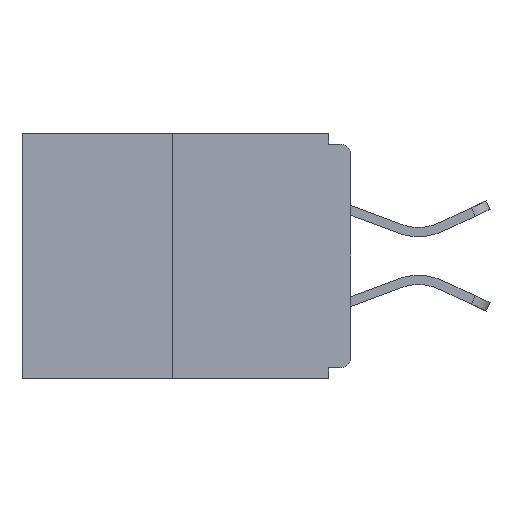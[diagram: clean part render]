
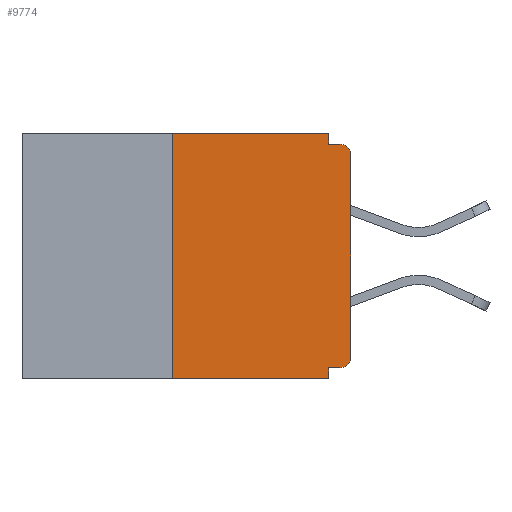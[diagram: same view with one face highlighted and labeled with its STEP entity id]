
A CAD part, left-side view. The second image highlights one B-rep face of the part: STEP entity #9774.
In plain terms, the highlighted planar face has unit normal (-1, 0, 0).
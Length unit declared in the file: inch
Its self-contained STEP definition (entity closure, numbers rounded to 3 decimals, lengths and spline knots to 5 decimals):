
#95 = ORIENTED_EDGE ( 'NONE', *, *, #12233, .T. ) ;
#163 = EDGE_CURVE ( 'NONE', #4446, #1472, #4566, .T. ) ;
#371 = DIRECTION ( 'NONE',  ( -1., 0., 0. ) ) ;
#550 = DIRECTION ( 'NONE',  ( 0., -1., 0. ) ) ;
#605 = VECTOR ( 'NONE', #550, 39.37008 ) ;
#711 = EDGE_CURVE ( 'NONE', #13060, #4446, #1347, .T. ) ;
#773 = CARTESIAN_POINT ( 'NONE',  ( 0., 0.46, 0. ) ) ;
#874 = VECTOR ( 'NONE', #7891, 39.37008 ) ;
#1199 = VERTEX_POINT ( 'NONE', #3806 ) ;
#1347 = LINE ( 'NONE', #12106, #12716 ) ;
#1417 = ORIENTED_EDGE ( 'NONE', *, *, #163, .F. ) ;
#1472 = VERTEX_POINT ( 'NONE', #10942 ) ;
#1573 = CARTESIAN_POINT ( 'NONE',  ( 0., 0.46, -0.343 ) ) ;
#1742 = DIRECTION ( 'NONE',  ( 0., -1., 0. ) ) ;
#1794 = DIRECTION ( 'NONE',  ( 1., 0., 0. ) ) ;
#1833 = PLANE ( 'NONE',  #3426 ) ;
#2280 = VERTEX_POINT ( 'NONE', #3850 ) ;
#2777 = LINE ( 'NONE', #5673, #874 ) ;
#2832 = VECTOR ( 'NONE', #1742, 39.37008 ) ;
#2872 = FACE_OUTER_BOUND ( 'NONE', #8550, .T. ) ;
#3025 = VECTOR ( 'NONE', #11550, 39.37008 ) ;
#3239 = VECTOR ( 'NONE', #11252, 39.37008 ) ;
#3350 = CARTESIAN_POINT ( 'NONE',  ( 0., 0.031, -0.015 ) ) ;
#3426 = AXIS2_PLACEMENT_3D ( 'NONE', #773, #1794, #10385 ) ;
#3661 = DIRECTION ( 'NONE',  ( 0., 0., -1. ) ) ;
#3806 = CARTESIAN_POINT ( 'NONE',  ( 0., 0.25, 0. ) ) ;
#3850 = CARTESIAN_POINT ( 'NONE',  ( 0., 0., -0.313 ) ) ;
#3946 = CARTESIAN_POINT ( 'NONE',  ( 0., 0., -0.03 ) ) ;
#3949 = AXIS2_PLACEMENT_3D ( 'NONE', #4428, #371, #3661 ) ;
#4205 = VECTOR ( 'NONE', #9004, 39.37008 ) ;
#4428 = CARTESIAN_POINT ( 'NONE',  ( 0., 0.015, -0.03 ) ) ;
#4446 = VERTEX_POINT ( 'NONE', #11477 ) ;
#4566 = LINE ( 'NONE', #7191, #7428 ) ;
#4906 = VERTEX_POINT ( 'NONE', #6196 ) ;
#5012 = DIRECTION ( 'NONE',  ( 0., 1., 0. ) ) ;
#5100 = EDGE_CURVE ( 'NONE', #1199, #11960, #9411, .T. ) ;
#5103 = CARTESIAN_POINT ( 'NONE',  ( 0., 0.015, -0.015 ) ) ;
#5182 = LINE ( 'NONE', #10143, #3239 ) ;
#5183 = EDGE_CURVE ( 'NONE', #4906, #1472, #10523, .T. ) ;
#5357 = CARTESIAN_POINT ( 'NONE',  ( 0., 0.015, -0.328 ) ) ;
#5623 = ORIENTED_EDGE ( 'NONE', *, *, #5183, .T. ) ;
#5625 = ORIENTED_EDGE ( 'NONE', *, *, #6272, .F. ) ;
#5673 = CARTESIAN_POINT ( 'NONE',  ( 0., 0.25, 0. ) ) ;
#5692 = ORIENTED_EDGE ( 'NONE', *, *, #9410, .T. ) ;
#5734 = LINE ( 'NONE', #11386, #3025 ) ;
#5821 = VERTEX_POINT ( 'NONE', #3946 ) ;
#5980 = LINE ( 'NONE', #5992, #4205 ) ;
#5992 = CARTESIAN_POINT ( 'NONE',  ( 0., 0.031, 0. ) ) ;
#6066 = DIRECTION ( 'NONE',  ( -1., 0., 0. ) ) ;
#6196 = CARTESIAN_POINT ( 'NONE',  ( 0., 0.25, -0.343 ) ) ;
#6272 = EDGE_CURVE ( 'NONE', #11960, #11462, #5980, .T. ) ;
#6324 = EDGE_CURVE ( 'NONE', #11462, #8804, #5182, .T. ) ;
#6416 = ORIENTED_EDGE ( 'NONE', *, *, #6324, .F. ) ;
#6600 = CARTESIAN_POINT ( 'NONE',  ( 0., 0.46, 0. ) ) ;
#6792 = EDGE_CURVE ( 'NONE', #4906, #1199, #2777, .T. ) ;
#6969 = AXIS2_PLACEMENT_3D ( 'NONE', #10318, #6066, #7192 ) ;
#7191 = CARTESIAN_POINT ( 'NONE',  ( 0., 0.031, -0.343 ) ) ;
#7192 = DIRECTION ( 'NONE',  ( 0., 0., -1. ) ) ;
#7428 = VECTOR ( 'NONE', #9181, 39.37008 ) ;
#7891 = DIRECTION ( 'NONE',  ( 0., 0., 1. ) ) ;
#8550 = EDGE_LOOP ( 'NONE', ( #12398, #11029, #5623, #1417, #12089, #95, #5692, #9349, #6416, #5625 ) ) ;
#8804 = VERTEX_POINT ( 'NONE', #5103 ) ;
#9004 = DIRECTION ( 'NONE',  ( 0., 0., -1. ) ) ;
#9181 = DIRECTION ( 'NONE',  ( 0., 0., -1. ) ) ;
#9349 = ORIENTED_EDGE ( 'NONE', *, *, #9630, .T. ) ;
#9410 = EDGE_CURVE ( 'NONE', #2280, #5821, #5734, .T. ) ;
#9411 = LINE ( 'NONE', #6600, #605 ) ;
#9630 = EDGE_CURVE ( 'NONE', #5821, #8804, #13133, .T. ) ;
#9774 = ADVANCED_FACE ( 'NONE', ( #2872 ), #1833, .F. ) ;
#9867 = CIRCLE ( 'NONE', #6969, 0.015 ) ;
#10143 = CARTESIAN_POINT ( 'NONE',  ( 0., 0., -0.015 ) ) ;
#10318 = CARTESIAN_POINT ( 'NONE',  ( 0., 0.015, -0.313 ) ) ;
#10385 = DIRECTION ( 'NONE',  ( 0., 0., -1. ) ) ;
#10523 = LINE ( 'NONE', #1573, #2832 ) ;
#10942 = CARTESIAN_POINT ( 'NONE',  ( 0., 0.031, -0.343 ) ) ;
#11029 = ORIENTED_EDGE ( 'NONE', *, *, #6792, .F. ) ;
#11252 = DIRECTION ( 'NONE',  ( 0., -1., 0. ) ) ;
#11386 = CARTESIAN_POINT ( 'NONE',  ( 0., 0., 0. ) ) ;
#11462 = VERTEX_POINT ( 'NONE', #3350 ) ;
#11477 = CARTESIAN_POINT ( 'NONE',  ( 0., 0.031, -0.328 ) ) ;
#11550 = DIRECTION ( 'NONE',  ( 0., 0., 1. ) ) ;
#11960 = VERTEX_POINT ( 'NONE', #12414 ) ;
#12089 = ORIENTED_EDGE ( 'NONE', *, *, #711, .F. ) ;
#12106 = CARTESIAN_POINT ( 'NONE',  ( 0., 0., -0.328 ) ) ;
#12233 = EDGE_CURVE ( 'NONE', #13060, #2280, #9867, .T. ) ;
#12398 = ORIENTED_EDGE ( 'NONE', *, *, #5100, .F. ) ;
#12414 = CARTESIAN_POINT ( 'NONE',  ( 0., 0.031, 0. ) ) ;
#12716 = VECTOR ( 'NONE', #5012, 39.37008 ) ;
#13060 = VERTEX_POINT ( 'NONE', #5357 ) ;
#13133 = CIRCLE ( 'NONE', #3949, 0.015 ) ;
